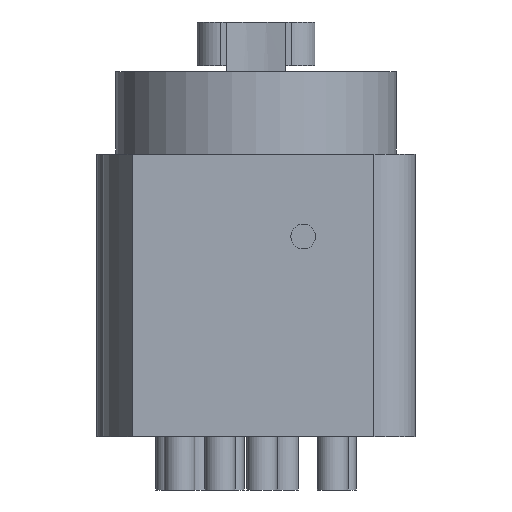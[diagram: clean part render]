
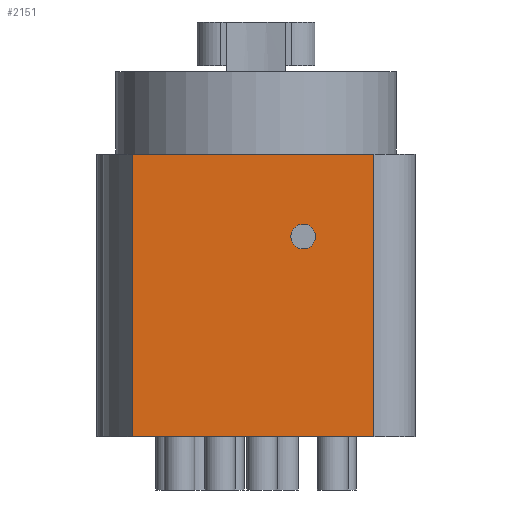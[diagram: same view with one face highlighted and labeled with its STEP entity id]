
A CAD part, front view. The second image highlights one B-rep face of the part: STEP entity #2151.
In plain terms, the highlighted planar face has unit normal (0, -1, 0).
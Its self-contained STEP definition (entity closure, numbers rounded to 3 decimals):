
#250=DIRECTION('',(1.,0.,0.));
#251=VECTOR('',#250,20.5);
#252=CARTESIAN_POINT('',(-10.5,-15.,0.));
#253=LINE('',#252,#251);
#341=DIRECTION('',(1.,0.,0.));
#342=VECTOR('',#341,20.5);
#343=CARTESIAN_POINT('',(-10.5,-15.,-24.));
#344=LINE('',#343,#342);
#606=DIRECTION('',(0.,0.,-1.));
#607=VECTOR('',#606,24.);
#608=CARTESIAN_POINT('',(-10.5,-15.,0.));
#609=LINE('',#608,#607);
#610=CARTESIAN_POINT('',(4.,-15.,-7.));
#611=DIRECTION('',(0.,-1.,0.));
#612=DIRECTION('',(-1.,0.,0.));
#613=AXIS2_PLACEMENT_3D('',#610,#611,#612);
#615=CARTESIAN_POINT('',(4.,-15.,-7.));
#616=DIRECTION('',(0.,-1.,0.));
#617=DIRECTION('',(1.,0.,0.));
#618=AXIS2_PLACEMENT_3D('',#615,#616,#617);
#620=DIRECTION('',(0.,0.,-1.));
#621=VECTOR('',#620,24.);
#622=CARTESIAN_POINT('',(10.,-15.,0.));
#623=LINE('',#622,#621);
#1402=CARTESIAN_POINT('',(-10.5,-15.,0.));
#1403=VERTEX_POINT('',#1402);
#1404=CARTESIAN_POINT('',(10.,-15.,0.));
#1405=VERTEX_POINT('',#1404);
#1428=CARTESIAN_POINT('',(-10.5,-15.,-24.));
#1429=VERTEX_POINT('',#1428);
#1430=CARTESIAN_POINT('',(10.,-15.,-24.));
#1431=VERTEX_POINT('',#1430);
#1486=CARTESIAN_POINT('',(2.95,-15.,-7.));
#1487=CARTESIAN_POINT('',(5.05,-15.,-7.));
#1488=VERTEX_POINT('',#1486);
#1489=VERTEX_POINT('',#1487);
#2133=CARTESIAN_POINT('',(-10.5,-15.,0.));
#2134=DIRECTION('',(0.,-1.,0.));
#2135=DIRECTION('',(1.,0.,0.));
#2136=AXIS2_PLACEMENT_3D('',#2133,#2134,#2135);
#2137=PLANE('',#2136);
#2138=ORIENTED_EDGE('',*,*,#1733,.T.);
#2140=ORIENTED_EDGE('',*,*,#2139,.T.);
#2141=ORIENTED_EDGE('',*,*,#1811,.F.);
#2142=ORIENTED_EDGE('',*,*,#2126,.F.);
#2143=EDGE_LOOP('',(#2138,#2140,#2141,#2142));
#2144=FACE_OUTER_BOUND('',#2143,.F.);
#2146=ORIENTED_EDGE('',*,*,#2145,.T.);
#2148=ORIENTED_EDGE('',*,*,#2147,.T.);
#2149=EDGE_LOOP('',(#2146,#2148));
#2150=FACE_BOUND('',#2149,.F.);
#614=CIRCLE('',#613,1.05);
#619=CIRCLE('',#618,1.05);
#1733=EDGE_CURVE('',#1403,#1405,#253,.T.);
#1811=EDGE_CURVE('',#1429,#1431,#344,.T.);
#2126=EDGE_CURVE('',#1403,#1429,#609,.T.);
#2139=EDGE_CURVE('',#1405,#1431,#623,.T.);
#2145=EDGE_CURVE('',#1488,#1489,#614,.T.);
#2147=EDGE_CURVE('',#1489,#1488,#619,.T.);
#2151=ADVANCED_FACE('',(#2144,#2150),#2137,.T.);
